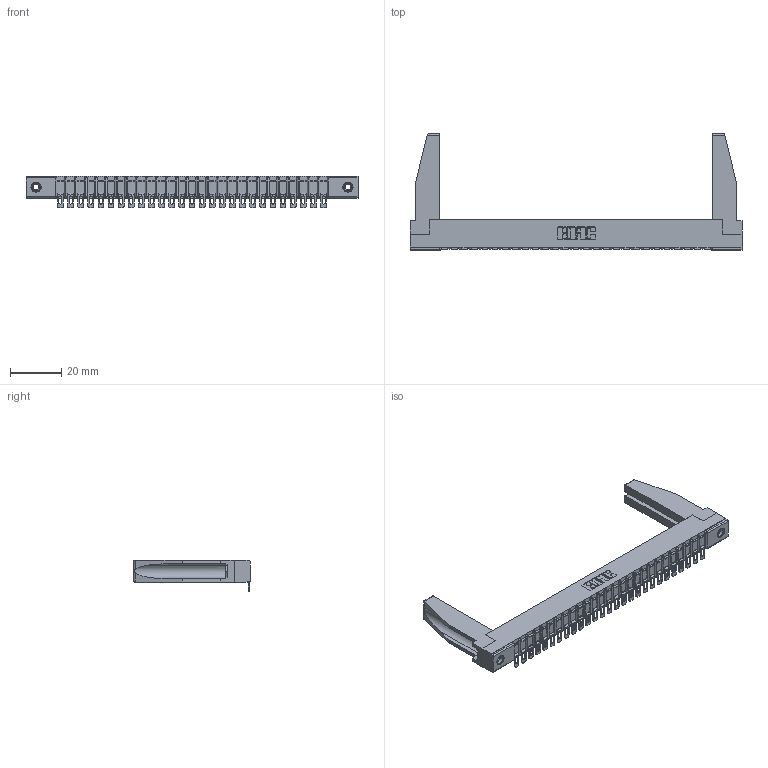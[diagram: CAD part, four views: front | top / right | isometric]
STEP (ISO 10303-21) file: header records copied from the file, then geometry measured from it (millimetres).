
FILE_DESCRIPTION (( 'STEP AP203' ), '1' );
FILE_NAME ('307-027-554-178.STEP', '2019-09-05T02:47:25', ( '' ), ( '' ), 'SwSTEP 2.0', 'SolidWorks 2016', '' );
FILE_SCHEMA (( 'CONFIG_CONTROL_DESIGN' ));
Length unit declared in the file: inch
Products named in the file (5): 307 Part_.156 Dia Mounting Holes; 307-220-078; 307-290-002_554; 307-027-554-178; 345-250-001_345-250-001-102
Assembly tree (32 placements, depth 2):
  307-027-554-178
    307 Part_.156 Dia Mounting Holes
    307-290-002_554  x27
    307-220-078  x2
    345-250-001_345-250-001-102  x2
Bounding box: 130 x 45.72 x 12.52 mm (x, y, z)
Volume: 12587.8 mm3; surface area: 19841.8 mm2
Topology: 32 solids, 32 shells, 2463 faces, 7484 edges, 4904 vertices
Faces by surface type: plane 1396, cylinder 995, sphere 56, cone 12, torus 4
Entity records: 28400 total; most frequent: CARTESIAN_POINT 4788, ORIENTED_EDGE 4734, DIRECTION 4621, EDGE_CURVE 2367, VECTOR 1803, LINE 1803, VERTEX_POINT 1534, AXIS2_PLACEMENT_3D 1409
